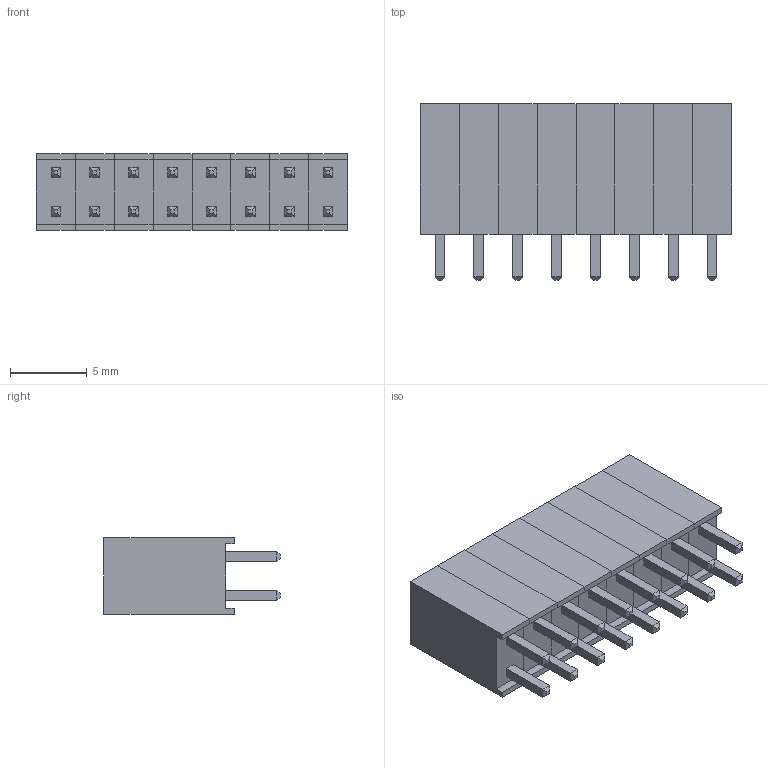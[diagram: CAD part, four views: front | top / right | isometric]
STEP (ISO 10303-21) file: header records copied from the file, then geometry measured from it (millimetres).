
FILE_DESCRIPTION (( 'STEP AP214' ), '1' );
FILE_NAME ('DS-1023-16.STEP', '2019-07-10T22:34:27', ( '' ), ( '' ), 'SwSTEP 2.0', 'SolidWorks 2018', '' );
FILE_SCHEMA (( 'AUTOMOTIVE_DESIGN' ));
Length unit declared in the file: millimetre
Products named in the file (1): DS-1023-16
Bounding box: 20.32 x 11.5 x 5 mm (x, y, z)
Volume: 803.9 mm3; surface area: 1499.3 mm2
Topology: 8 solids, 8 shells, 368 faces, 832 edges, 512 vertices
Faces by surface type: plane 368
Entity records: 14037 total; most frequent: CARTESIAN_POINT 1713, ORIENTED_EDGE 1664, DIRECTION 1570, EDGE_CURVE 832, VECTOR 832, LINE 832, VERTEX_POINT 512, EDGE_LOOP 400
